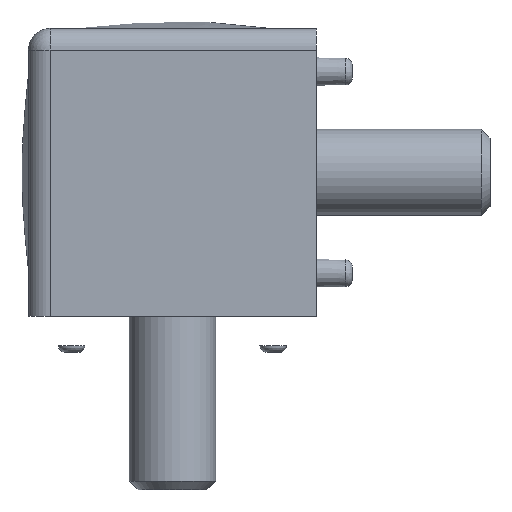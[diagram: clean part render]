
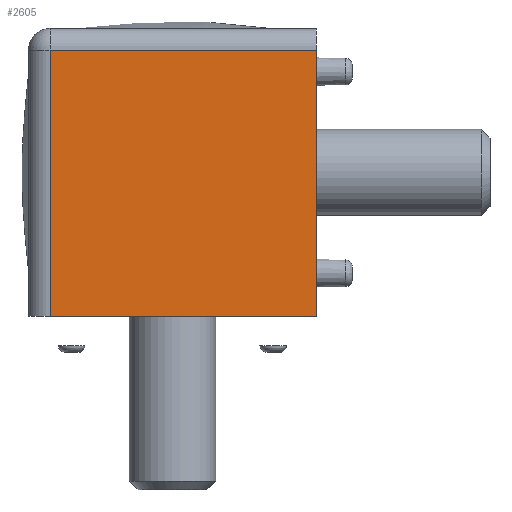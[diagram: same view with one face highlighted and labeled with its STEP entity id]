
A CAD part, front view. The second image highlights one B-rep face of the part: STEP entity #2605.
In plain terms, the highlighted planar face has unit normal (0, -1, 0).
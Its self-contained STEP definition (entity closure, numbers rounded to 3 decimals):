
#149=PLANE('',#2999);
#274=FACE_OUTER_BOUND('',#435,.T.);
#435=EDGE_LOOP('',(#2127,#2128,#2129,#2130));
#588=LINE('',#4773,#724);
#601=LINE('',#4811,#737);
#623=LINE('',#4886,#759);
#624=LINE('',#4887,#760);
#724=VECTOR('',#3641,1000.);
#737=VECTOR('',#3672,1000.);
#759=VECTOR('',#3714,1000.);
#760=VECTOR('',#3715,1000.);
#1208=VERTEX_POINT('',#4770);
#1209=VERTEX_POINT('',#4772);
#1225=VERTEX_POINT('',#4809);
#1252=VERTEX_POINT('',#4885);
#1520=EDGE_CURVE('',#1209,#1208,#588,.T.);
#1541=EDGE_CURVE('',#1225,#1208,#601,.T.);
#1572=EDGE_CURVE('',#1225,#1252,#623,.T.);
#1573=EDGE_CURVE('',#1252,#1209,#624,.T.);
#2127=ORIENTED_EDGE('',*,*,#1541,.F.);
#2128=ORIENTED_EDGE('',*,*,#1572,.T.);
#2129=ORIENTED_EDGE('',*,*,#1573,.T.);
#2130=ORIENTED_EDGE('',*,*,#1520,.T.);
#2605=ADVANCED_FACE('',(#274),#149,.F.);
#2999=AXIS2_PLACEMENT_3D('',#4884,#3712,#3713);
#3641=DIRECTION('',(1.,0.,0.));
#3672=DIRECTION('',(0.,0.,-1.));
#3712=DIRECTION('center_axis',(0.,1.,0.));
#3713=DIRECTION('ref_axis',(0.,0.,1.));
#3714=DIRECTION('',(-1.,0.,0.));
#3715=DIRECTION('',(0.,0.,-1.));
#4770=CARTESIAN_POINT('',(10.,-10.,-10.));
#4772=CARTESIAN_POINT('',(-8.5,-10.,-10.));
#4773=CARTESIAN_POINT('',(-10.,-10.,-10.));
#4809=CARTESIAN_POINT('',(10.,-10.,8.5));
#4811=CARTESIAN_POINT('',(10.,-10.,10.));
#4884=CARTESIAN_POINT('Origin',(-10.,-10.,10.));
#4885=CARTESIAN_POINT('',(-8.5,-10.,8.5));
#4886=CARTESIAN_POINT('',(-10.,-10.,8.5));
#4887=CARTESIAN_POINT('',(-8.5,-10.,10.));
